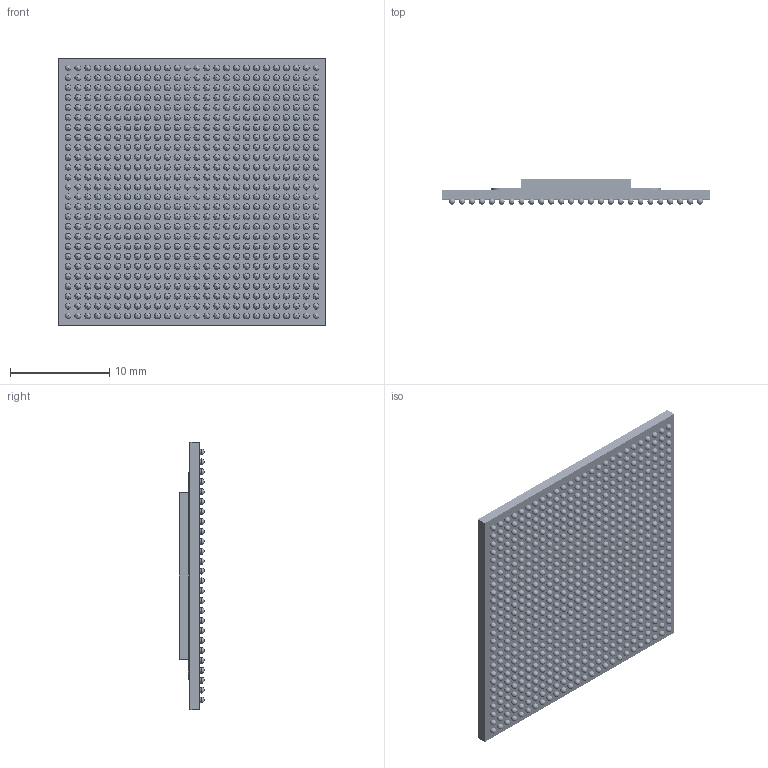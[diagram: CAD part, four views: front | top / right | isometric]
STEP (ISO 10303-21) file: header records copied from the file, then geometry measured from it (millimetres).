
FILE_DESCRIPTION (( 'STEP AP214' ),'1' );
FILE_NAME ('XC7K70T-1FBG676C.STEP','2020-06-20T21:34:12',( '' ),( '' ),'SwSTEP 2.0','SolidWorks 2017','' );
FILE_SCHEMA (( 'AUTOMOTIVE_DESIGN' ));
Length unit declared in the file: millimetre
Products named in the file (1): XC7K70T-1FBG676C
Bounding box: 27 x 2.54 x 27 mm (x, y, z)
Volume: 1008.1 mm3; surface area: 3080.9 mm2
Topology: 679 solids, 679 shells, 2058 faces, 5474 edges, 4100 vertices
Faces by surface type: sphere 1352, plane 702, cylinder 4
Entity records: 33758 total; most frequent: ORIENTED_EDGE 5534, CARTESIAN_POINT 4790, AXIS2_PLACEMENT_3D 3417, EDGE_CURVE 2767, VERTEX_POINT 2743, EDGE_LOOP 2736, ADVANCED_FACE 2058, FACE_OUTER_BOUND 2058
